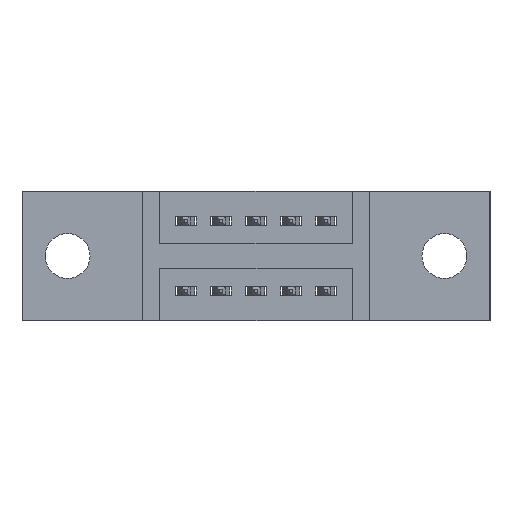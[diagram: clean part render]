
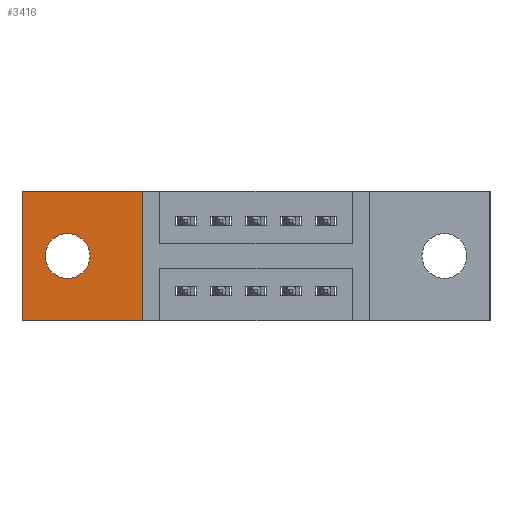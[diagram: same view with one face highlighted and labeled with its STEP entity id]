
A CAD part, front view. The second image highlights one B-rep face of the part: STEP entity #3416.
In plain terms, the highlighted planar face has unit normal (0, -1, 0).
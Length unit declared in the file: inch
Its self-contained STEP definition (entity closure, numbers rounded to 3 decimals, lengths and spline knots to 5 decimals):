
#125 = ORIENTED_EDGE ( 'NONE', *, *, #8939, .T. ) ;
#211 = CARTESIAN_POINT ( 'NONE',  ( 0., 0.17, 0. ) ) ;
#888 = DIRECTION ( 'NONE',  ( 0., 0., -1. ) ) ;
#958 = CARTESIAN_POINT ( 'NONE',  ( 0., 0.17, 0. ) ) ;
#1032 = EDGE_CURVE ( 'NONE', #7316, #6406, #5186, .T. ) ;
#1150 = ORIENTED_EDGE ( 'NONE', *, *, #8578, .F. ) ;
#1217 = LINE ( 'NONE', #8179, #6713 ) ;
#1297 = DIRECTION ( 'NONE',  ( 0., 0., -1. ) ) ;
#1542 = EDGE_CURVE ( 'NONE', #4856, #6277, #6936, .T. ) ;
#2215 = CARTESIAN_POINT ( 'NONE',  ( 0., 0.17, -0.37 ) ) ;
#2251 = PLANE ( 'NONE',  #3001 ) ;
#2417 = DIRECTION ( 'NONE',  ( 0., 0., -1. ) ) ;
#2428 = VECTOR ( 'NONE', #2417, 39.37008 ) ;
#2447 = CARTESIAN_POINT ( 'NONE',  ( 0.3425, 0.17, -0.37 ) ) ;
#2570 = VECTOR ( 'NONE', #6580, 39.37008 ) ;
#2703 = DIRECTION ( 'NONE',  ( 0., -1., 0. ) ) ;
#3001 = AXIS2_PLACEMENT_3D ( 'NONE', #5119, #8547, #888 ) ;
#3402 = CARTESIAN_POINT ( 'NONE',  ( 0.13, 0.17, -0.185 ) ) ;
#3416 = ADVANCED_FACE ( 'NONE', ( #3437, #8783 ), #2251, .T. ) ;
#3437 = FACE_BOUND ( 'NONE', #6784, .T. ) ;
#3539 = VERTEX_POINT ( 'NONE', #2447 ) ;
#3929 = CARTESIAN_POINT ( 'NONE',  ( 0.13, 0.17, -0.249 ) ) ;
#4001 = CARTESIAN_POINT ( 'NONE',  ( 0., 0.17, -0.37 ) ) ;
#4826 = CARTESIAN_POINT ( 'NONE',  ( 0.13, 0.17, -0.185 ) ) ;
#4856 = VERTEX_POINT ( 'NONE', #3929 ) ;
#4975 = CARTESIAN_POINT ( 'NONE',  ( 0., 0.17, 0. ) ) ;
#5119 = CARTESIAN_POINT ( 'NONE',  ( 0., 0.17, -0.37 ) ) ;
#5186 = LINE ( 'NONE', #211, #2570 ) ;
#5189 = LINE ( 'NONE', #2215, #6054 ) ;
#5427 = ORIENTED_EDGE ( 'NONE', *, *, #1542, .F. ) ;
#5433 = ORIENTED_EDGE ( 'NONE', *, *, #8080, .T. ) ;
#5471 = ORIENTED_EDGE ( 'NONE', *, *, #1032, .T. ) ;
#5597 = CIRCLE ( 'NONE', #8918, 0.064 ) ;
#5704 = LINE ( 'NONE', #958, #2428 ) ;
#5760 = EDGE_LOOP ( 'NONE', ( #125, #5433, #8218, #5471 ) ) ;
#5780 = AXIS2_PLACEMENT_3D ( 'NONE', #4826, #2703, #1297 ) ;
#6054 = VECTOR ( 'NONE', #7076, 39.37008 ) ;
#6277 = VERTEX_POINT ( 'NONE', #9031 ) ;
#6406 = VERTEX_POINT ( 'NONE', #4975 ) ;
#6580 = DIRECTION ( 'NONE',  ( -1., 0., 0. ) ) ;
#6656 = VERTEX_POINT ( 'NONE', #4001 ) ;
#6713 = VECTOR ( 'NONE', #8872, 39.37008 ) ;
#6784 = EDGE_LOOP ( 'NONE', ( #1150, #5427 ) ) ;
#6936 = CIRCLE ( 'NONE', #5780, 0.064 ) ;
#7076 = DIRECTION ( 'NONE',  ( 1., 0., 0. ) ) ;
#7316 = VERTEX_POINT ( 'NONE', #8029 ) ;
#7542 = DIRECTION ( 'NONE',  ( 0., -1., 0. ) ) ;
#8029 = CARTESIAN_POINT ( 'NONE',  ( 0.3425, 0.17, 0. ) ) ;
#8080 = EDGE_CURVE ( 'NONE', #6656, #3539, #5189, .T. ) ;
#8179 = CARTESIAN_POINT ( 'NONE',  ( 0.3425, 0.17, 0. ) ) ;
#8218 = ORIENTED_EDGE ( 'NONE', *, *, #8425, .T. ) ;
#8300 = DIRECTION ( 'NONE',  ( 0., 0., -1. ) ) ;
#8425 = EDGE_CURVE ( 'NONE', #3539, #7316, #1217, .T. ) ;
#8547 = DIRECTION ( 'NONE',  ( 0., -1., 0. ) ) ;
#8578 = EDGE_CURVE ( 'NONE', #6277, #4856, #5597, .T. ) ;
#8783 = FACE_OUTER_BOUND ( 'NONE', #5760, .T. ) ;
#8872 = DIRECTION ( 'NONE',  ( 0., 0., 1. ) ) ;
#8918 = AXIS2_PLACEMENT_3D ( 'NONE', #3402, #7542, #8300 ) ;
#8939 = EDGE_CURVE ( 'NONE', #6406, #6656, #5704, .T. ) ;
#9031 = CARTESIAN_POINT ( 'NONE',  ( 0.13, 0.17, -0.121 ) ) ;
